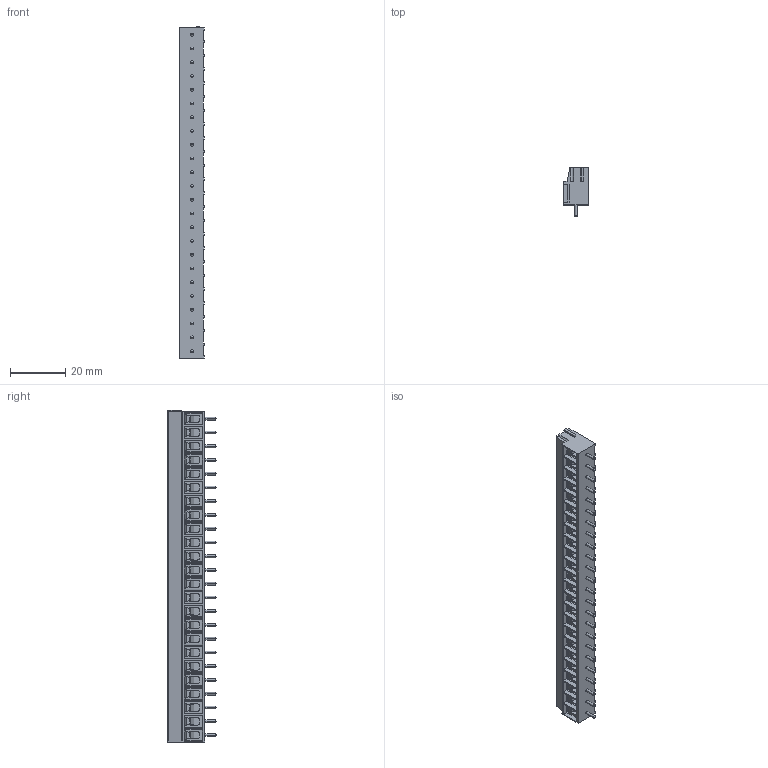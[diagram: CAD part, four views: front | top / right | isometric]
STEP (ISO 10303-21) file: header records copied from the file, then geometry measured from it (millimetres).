
FILE_DESCRIPTION((''),'2;1');
FILE_NAME('PRT0051','2024-11-08T',('yanfa'),(''),'PRO/ENGINEER BY PARAMETRIC TECHNOLOGY CORPORATION, 2009280','PRO/ENGINEER BY PARAMETRIC TECHNOLOGY CORPORATION, 2009280','');
FILE_SCHEMA(('AUTOMOTIVE_DESIGN_CC2 { 1 2 10303 214 -1 1 5 2 }'));
Length unit declared in the file: millimetre
Products named in the file (1): PRT0051
Bounding box: 9 x 17.6 x 120.68 mm (x, y, z)
Volume: 10089 mm3; surface area: 10410.8 mm2
Topology: 1 solids, 1 shells, 1828 faces, 4857 edges, 3102 vertices
Faces by surface type: plane 1025, cylinder 611, cone 96, torus 48, sphere 48
Entity records: 56783 total; most frequent: CARTESIAN_POINT 10600, DIRECTION 9687, ORIENTED_EDGE 9618, EDGE_CURVE 4809, AXIS2_PLACEMENT_3D 3242, VECTOR 3203, LINE 3203, VERTEX_POINT 3102
